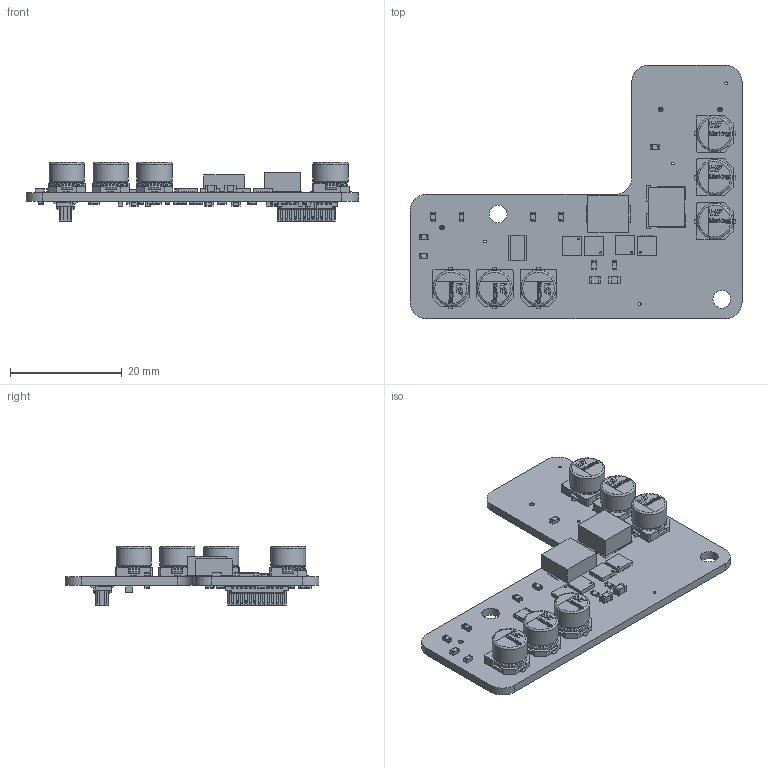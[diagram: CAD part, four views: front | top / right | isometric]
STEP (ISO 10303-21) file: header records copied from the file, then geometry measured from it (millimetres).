
FILE_DESCRIPTION(('KiCad electronic assembly'),'2;1');
FILE_NAME('SuppChargerPCB.step','2026-01-13T20:49:01',('Pcbnew'),( 'Kicad'),'Open CASCADE STEP processor 7.8','KiCad to STEP converter' ,'Unknown');
FILE_SCHEMA(('AUTOMOTIVE_DESIGN { 1 0 10303 214 1 1 1 1 }'));
Length unit declared in the file: millimetre
Products named in the file (20): SuppChargerPCB 1; 865080343007; capicitor_6.3x5.5x2.2; Base_Φ6_3Capacitor; PU2726FKEP60R002L; Body; Pins; kicad_embedded_208A0028FA43715D2132295ED78B8E01; R_0603_1608Metric; D_0603_1608Metric; C_0805_2012Metric; R_1218_3246Metric; BMRA000606302R2MA1; C_0603_1608Metric; kicad_embedded_859D8F87712FC3AA3CD0B09B2C2BA353; SOLID; COMPOUND; SuppChargerPCB_PCB
Assembly tree (75 placements, depth 3):
  SuppChargerPCB 1
    865080343007  x6
      capicitor_6.3x5.5x2.2
      Base_Φ6_3Capacitor
    PU2726FKEP60R002L
      Body
      Pins
    kicad_embedded_208A0028FA43715D2132295ED78B8E01  x4
    R_0603_1608Metric  x31
    D_0603_1608Metric  x7
    C_0805_2012Metric  x3
    R_1218_3246Metric
    BMRA000606302R2MA1
      Body
      Pins
    C_0603_1608Metric  x10
    kicad_embedded_859D8F87712FC3AA3CD0B09B2C2BA353  x2
      SOLID
      COMPOUND
    SuppChargerPCB_PCB
Bounding box: 59.38 x 45.35 x 10.59 mm (x, y, z)
Volume: 4236.9 mm3; surface area: 7120.4 mm2
Topology: 79 solids, 79 shells, 5031 faces, 13518 edges, 9134 vertices
Faces by surface type: plane 3991, cylinder 894, extrusion 96, torus 42, cone 8
Full cylindrical faces by diameter (mm): 0.5 x4, 0.787 x6, 0.85 x4, 0.9 x12, 0.913 x6, 1 x24, 1.544 x6, 1.669 x6, 3.2 x2, 3.812 x6, 3.938 x6, 4.41 x6, 6.15 x6, 6.3 x6
Entity records: 49222 total; most frequent: CARTESIAN_POINT 9196, ORIENTED_EDGE 7632, DIRECTION 7131, EDGE_CURVE 3816, VECTOR 3429, LINE 3413, VERTEX_POINT 2491, AXIS2_PLACEMENT_3D 1851
